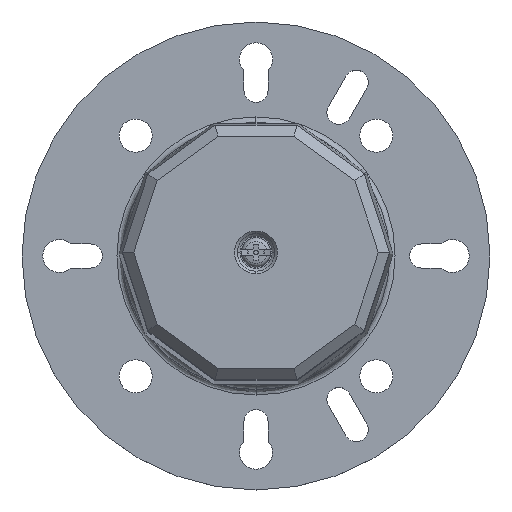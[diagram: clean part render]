
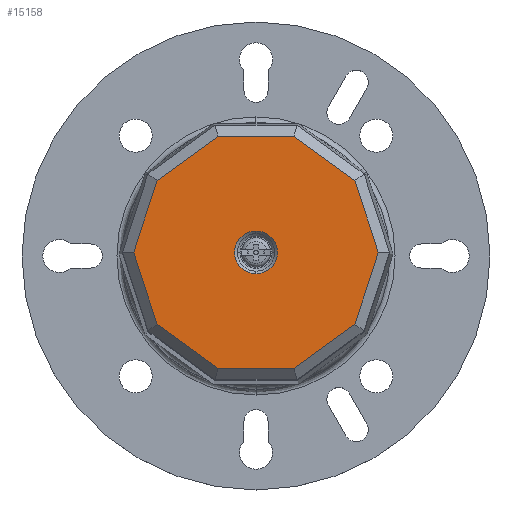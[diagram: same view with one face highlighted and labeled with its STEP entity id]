
A CAD part, top view. The second image highlights one B-rep face of the part: STEP entity #15158.
In plain terms, the highlighted planar face has unit normal (0, 0, 1).
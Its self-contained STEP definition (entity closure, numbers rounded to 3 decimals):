
#162 = DIRECTION ( 'NONE',  ( 0., 0., 1. ) ) ;
#401 = AXIS2_PLACEMENT_3D ( 'NONE', #12686, #162, #6546 ) ;
#1081 = CARTESIAN_POINT ( 'NONE',  ( -7.067, 21.75, 380. ) ) ;
#1134 = EDGE_CURVE ( 'NONE', #5870, #15015, #1998, .T. ) ;
#1239 = CARTESIAN_POINT ( 'NONE',  ( 18.502, 13.442, 380. ) ) ;
#1287 = DIRECTION ( 'NONE',  ( 1., 0., 0. ) ) ;
#1435 = ORIENTED_EDGE ( 'NONE', *, *, #19763, .F. ) ;
#1460 = LINE ( 'NONE', #7421, #4722 ) ;
#1796 = CARTESIAN_POINT ( 'NONE',  ( 18.502, -13.442, 380. ) ) ;
#1856 = CARTESIAN_POINT ( 'NONE',  ( 25.156, -23.925, 380. ) ) ;
#1872 = DIRECTION ( 'NONE',  ( 0.309, -0.951, 0. ) ) ;
#1908 = EDGE_CURVE ( 'NONE', #14836, #5866, #13805, .T. ) ;
#1957 = FACE_BOUND ( 'NONE', #7401, .T. ) ;
#1998 = CIRCLE ( 'NONE', #5000, 4. ) ;
#2878 = LINE ( 'NONE', #12563, #6702 ) ;
#3043 = CARTESIAN_POINT ( 'NONE',  ( -7.067, -21.75, 380. ) ) ;
#3162 = EDGE_CURVE ( 'NONE', #5866, #17516, #11581, .T. ) ;
#3618 = CARTESIAN_POINT ( 'NONE',  ( 0., 0., 380. ) ) ;
#3689 = CARTESIAN_POINT ( 'NONE',  ( 0., 4., 380. ) ) ;
#3731 = CARTESIAN_POINT ( 'NONE',  ( 22.869, 0., 380. ) ) ;
#3758 = CARTESIAN_POINT ( 'NONE',  ( 7.067, 21.75, 380. ) ) ;
#3829 = ORIENTED_EDGE ( 'NONE', *, *, #1134, .F. ) ;
#3931 = VERTEX_POINT ( 'NONE', #12378 ) ;
#4169 = VECTOR ( 'NONE', #11281, 1000. ) ;
#4722 = VECTOR ( 'NONE', #17312, 1000. ) ;
#4889 = CARTESIAN_POINT ( 'NONE',  ( -22.869, 0., 380. ) ) ;
#5000 = AXIS2_PLACEMENT_3D ( 'NONE', #3618, #14682, #9771 ) ;
#5160 = DIRECTION ( 'NONE',  ( 0.809, 0.588, 0. ) ) ;
#5761 = EDGE_CURVE ( 'NONE', #18470, #11804, #2878, .T. ) ;
#5765 = LINE ( 'NONE', #17224, #10814 ) ;
#5866 = VERTEX_POINT ( 'NONE', #16102 ) ;
#5870 = VERTEX_POINT ( 'NONE', #3689 ) ;
#6418 = CIRCLE ( 'NONE', #401, 4. ) ;
#6546 = DIRECTION ( 'NONE',  ( 0., -1., 0. ) ) ;
#6612 = EDGE_CURVE ( 'NONE', #3931, #10387, #1460, .T. ) ;
#6659 = FACE_OUTER_BOUND ( 'NONE', #17213, .T. ) ;
#6702 = VECTOR ( 'NONE', #18929, 1000. ) ;
#6777 = VECTOR ( 'NONE', #5160, 1000. ) ;
#7401 = EDGE_LOOP ( 'NONE', ( #3829, #8106 ) ) ;
#7421 = CARTESIAN_POINT ( 'NONE',  ( 7.067, -21.75, 380. ) ) ;
#7461 = VECTOR ( 'NONE', #13349, 1000. ) ;
#8106 = ORIENTED_EDGE ( 'NONE', *, *, #13624, .F. ) ;
#8107 = AXIS2_PLACEMENT_3D ( 'NONE', #1856, #8219, #10091 ) ;
#8219 = DIRECTION ( 'NONE',  ( 0., 0., 1. ) ) ;
#8256 = EDGE_CURVE ( 'NONE', #17516, #17980, #19281, .T. ) ;
#8327 = PLANE ( 'NONE',  #8107 ) ;
#9261 = CARTESIAN_POINT ( 'NONE',  ( 18.502, -13.442, 380. ) ) ;
#9295 = ORIENTED_EDGE ( 'NONE', *, *, #14252, .F. ) ;
#9403 = DIRECTION ( 'NONE',  ( -0.309, -0.951, 0. ) ) ;
#9410 = DIRECTION ( 'NONE',  ( -0.809, 0.588, 0. ) ) ;
#9694 = VECTOR ( 'NONE', #9410, 1000. ) ;
#9771 = DIRECTION ( 'NONE',  ( 0., -1., 0. ) ) ;
#9792 = CARTESIAN_POINT ( 'NONE',  ( 18.502, 13.442, 380. ) ) ;
#9826 = ORIENTED_EDGE ( 'NONE', *, *, #3162, .F. ) ;
#10091 = DIRECTION ( 'NONE',  ( 1., 0., 0. ) ) ;
#10122 = DIRECTION ( 'NONE',  ( 0.809, -0.588, 0. ) ) ;
#10160 = LINE ( 'NONE', #13391, #6777 ) ;
#10187 = ORIENTED_EDGE ( 'NONE', *, *, #19235, .F. ) ;
#10322 = ORIENTED_EDGE ( 'NONE', *, *, #8256, .F. ) ;
#10387 = VERTEX_POINT ( 'NONE', #19561 ) ;
#10814 = VECTOR ( 'NONE', #9403, 1000. ) ;
#11281 = DIRECTION ( 'NONE',  ( -0.809, -0.588, 0. ) ) ;
#11581 = LINE ( 'NONE', #3758, #14998 ) ;
#11674 = CARTESIAN_POINT ( 'NONE',  ( -22.869, 0., 380. ) ) ;
#11804 = VERTEX_POINT ( 'NONE', #4889 ) ;
#12169 = ORIENTED_EDGE ( 'NONE', *, *, #6612, .F. ) ;
#12260 = CARTESIAN_POINT ( 'NONE',  ( -18.502, 13.442, 380. ) ) ;
#12378 = CARTESIAN_POINT ( 'NONE',  ( 7.067, -21.75, 380. ) ) ;
#12563 = CARTESIAN_POINT ( 'NONE',  ( -18.502, -13.442, 380. ) ) ;
#12686 = CARTESIAN_POINT ( 'NONE',  ( 0., 0., 380. ) ) ;
#13349 = DIRECTION ( 'NONE',  ( 0.309, 0.951, 0. ) ) ;
#13391 = CARTESIAN_POINT ( 'NONE',  ( -18.502, 13.442, 380. ) ) ;
#13418 = VERTEX_POINT ( 'NONE', #9261 ) ;
#13454 = CARTESIAN_POINT ( 'NONE',  ( -7.067, 21.75, 380. ) ) ;
#13624 = EDGE_CURVE ( 'NONE', #15015, #5870, #6418, .T. ) ;
#13805 = LINE ( 'NONE', #1081, #19040 ) ;
#13861 = CARTESIAN_POINT ( 'NONE',  ( 0., -4., 380. ) ) ;
#13900 = VERTEX_POINT ( 'NONE', #12260 ) ;
#14252 = EDGE_CURVE ( 'NONE', #13900, #14836, #10160, .T. ) ;
#14414 = ORIENTED_EDGE ( 'NONE', *, *, #1908, .F. ) ;
#14491 = ORIENTED_EDGE ( 'NONE', *, *, #15888, .F. ) ;
#14682 = DIRECTION ( 'NONE',  ( 0., 0., 1. ) ) ;
#14836 = VERTEX_POINT ( 'NONE', #13454 ) ;
#14998 = VECTOR ( 'NONE', #10122, 1000. ) ;
#15015 = VERTEX_POINT ( 'NONE', #13861 ) ;
#15158 = ADVANCED_FACE ( 'NONE', ( #1957, #6659 ), #8327, .T. ) ;
#15302 = CARTESIAN_POINT ( 'NONE',  ( -18.502, -13.442, 380. ) ) ;
#15632 = ORIENTED_EDGE ( 'NONE', *, *, #5761, .F. ) ;
#15888 = EDGE_CURVE ( 'NONE', #10387, #18470, #17328, .T. ) ;
#16102 = CARTESIAN_POINT ( 'NONE',  ( 7.067, 21.75, 380. ) ) ;
#17213 = EDGE_LOOP ( 'NONE', ( #14491, #12169, #10187, #20494, #10322, #9826, #14414, #9295, #1435, #15632 ) ) ;
#17224 = CARTESIAN_POINT ( 'NONE',  ( 22.869, 0., 380. ) ) ;
#17312 = DIRECTION ( 'NONE',  ( -1., 0., 0. ) ) ;
#17328 = LINE ( 'NONE', #3043, #9694 ) ;
#17516 = VERTEX_POINT ( 'NONE', #1239 ) ;
#17907 = VECTOR ( 'NONE', #1872, 1000. ) ;
#17980 = VERTEX_POINT ( 'NONE', #3731 ) ;
#18470 = VERTEX_POINT ( 'NONE', #15302 ) ;
#18929 = DIRECTION ( 'NONE',  ( -0.309, 0.951, 0. ) ) ;
#19040 = VECTOR ( 'NONE', #1287, 1000. ) ;
#19214 = LINE ( 'NONE', #1796, #4169 ) ;
#19235 = EDGE_CURVE ( 'NONE', #13418, #3931, #19214, .T. ) ;
#19281 = LINE ( 'NONE', #9792, #17907 ) ;
#19478 = EDGE_CURVE ( 'NONE', #17980, #13418, #5765, .T. ) ;
#19561 = CARTESIAN_POINT ( 'NONE',  ( -7.067, -21.75, 380. ) ) ;
#19611 = LINE ( 'NONE', #11674, #7461 ) ;
#19763 = EDGE_CURVE ( 'NONE', #11804, #13900, #19611, .T. ) ;
#20494 = ORIENTED_EDGE ( 'NONE', *, *, #19478, .F. ) ;
